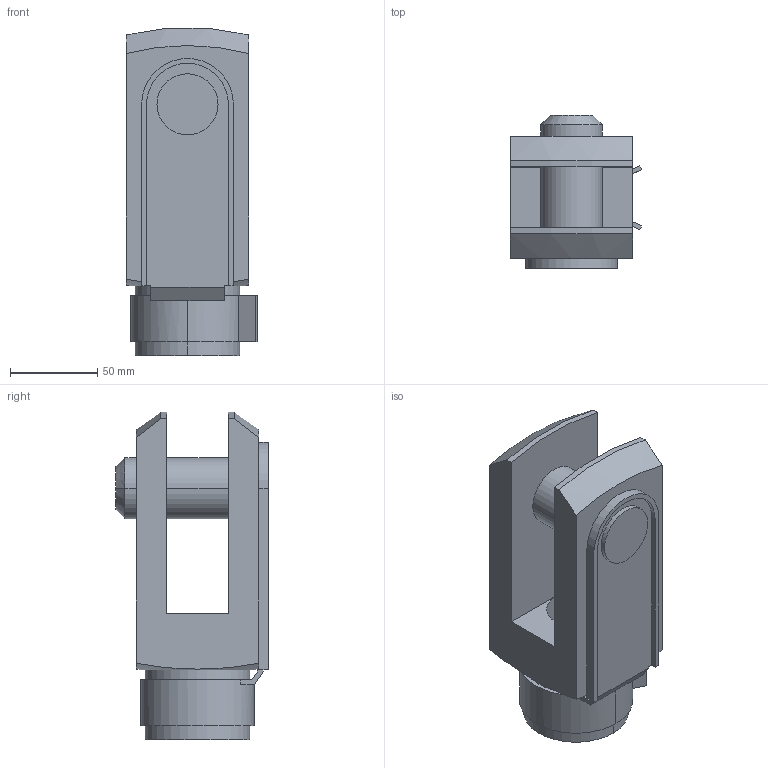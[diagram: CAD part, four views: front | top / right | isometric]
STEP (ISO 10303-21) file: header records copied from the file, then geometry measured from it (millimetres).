
FILE_DESCRIPTION(('STEP AP203'),'1');
FILE_NAME('chape_nt200.stp','2018-10-24T19:37:50',('TraceParts'),('TraceParts S.A.'),'Spatial InterOp 3D',' ',' ');
FILE_SCHEMA(('CONFIG_CONTROL_DESIGN'));
Length unit declared in the file: millimetre
Products named in the file (1): 1
Bounding box: 75.17 x 87.5 x 187.53 mm (x, y, z)
Volume: 554651.3 mm3; surface area: 79463.2 mm2
Topology: 1 solids, 1 shells, 59 faces, 161 edges, 105 vertices
Faces by surface type: plane 33, cylinder 18, cone 6, sphere 2
Entity records: 1932 total; most frequent: DIRECTION 338, CARTESIAN_POINT 334, ORIENTED_EDGE 322, EDGE_CURVE 161, AXIS2_PLACEMENT_3D 121, VERTEX_POINT 105, LINE 96, VECTOR 96
